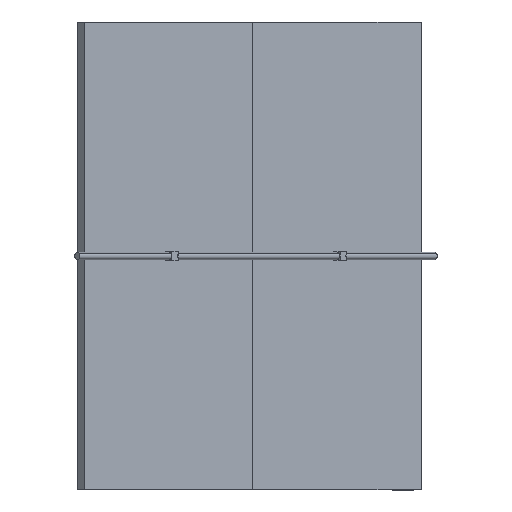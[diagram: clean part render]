
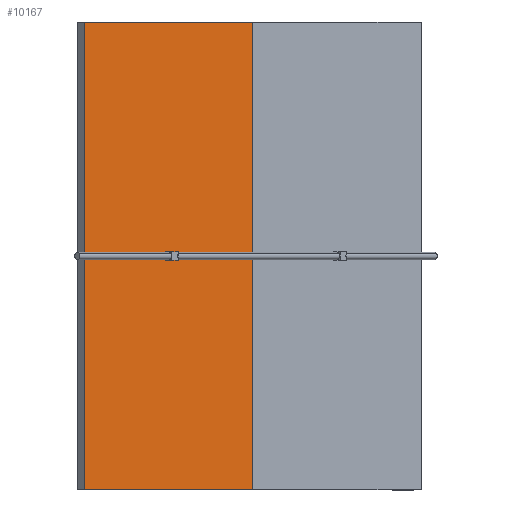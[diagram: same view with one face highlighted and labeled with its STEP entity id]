
A CAD part, left-side view. The second image highlights one B-rep face of the part: STEP entity #10167.
In plain terms, the highlighted face is planar.
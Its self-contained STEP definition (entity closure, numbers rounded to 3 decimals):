
#50 = CARTESIAN_POINT ( 'NONE',  ( -15., 15., 417.997 ) ) ;
#547 = DIRECTION ( 'NONE',  ( 0., 0., 1. ) ) ;
#1345 = CARTESIAN_POINT ( 'NONE',  ( 793., 15., 805.997 ) ) ;
#1595 = ORIENTED_EDGE ( 'NONE', *, *, #11946, .F. ) ;
#2110 = CARTESIAN_POINT ( 'NONE',  ( 15., 15., 417.997 ) ) ;
#2281 = VERTEX_POINT ( 'NONE', #17621 ) ;
#3100 = VERTEX_POINT ( 'NONE', #3958 ) ;
#3429 = EDGE_LOOP ( 'NONE', ( #22260, #30313, #1595, #18393 ) ) ;
#3734 = EDGE_CURVE ( 'NONE', #11303, #32990, #13599, .T. ) ;
#3958 = CARTESIAN_POINT ( 'NONE',  ( -15., 15., 417.997 ) ) ;
#4180 = CARTESIAN_POINT ( 'NONE',  ( 793., 15., 805.997 ) ) ;
#4983 = ORIENTED_EDGE ( 'NONE', *, *, #23119, .F. ) ;
#5395 = DIRECTION ( 'NONE',  ( 1., 0., 0. ) ) ;
#6654 = VECTOR ( 'NONE', #26480, 1000. ) ;
#7633 = LINE ( 'NONE', #23998, #26182 ) ;
#9472 = FACE_BOUND ( 'NONE', #3429, .T. ) ;
#9644 = DIRECTION ( 'NONE',  ( -1., 0., 0. ) ) ;
#9785 = ORIENTED_EDGE ( 'NONE', *, *, #21283, .F. ) ;
#9996 = VECTOR ( 'NONE', #547, 1000. ) ;
#10167 = ADVANCED_FACE ( 'NONE', ( #22364, #9472 ), #33317, .T. ) ;
#10354 = CARTESIAN_POINT ( 'NONE',  ( -15., 15., 387.997 ) ) ;
#11303 = VERTEX_POINT ( 'NONE', #24080 ) ;
#11946 = EDGE_CURVE ( 'NONE', #3100, #20114, #31016, .T. ) ;
#12824 = ORIENTED_EDGE ( 'NONE', *, *, #24639, .F. ) ;
#12991 = EDGE_CURVE ( 'NONE', #32990, #3100, #26310, .T. ) ;
#13030 = CARTESIAN_POINT ( 'NONE',  ( 793., 15., -0.003 ) ) ;
#13599 = LINE ( 'NONE', #29576, #9996 ) ;
#14066 = VECTOR ( 'NONE', #25471, 1000. ) ;
#14356 = EDGE_CURVE ( 'NONE', #26525, #29024, #14596, .T. ) ;
#14596 = LINE ( 'NONE', #16868, #27029 ) ;
#15101 = VECTOR ( 'NONE', #23637, 1000. ) ;
#15650 = LINE ( 'NONE', #13030, #15101 ) ;
#16817 = DIRECTION ( 'NONE',  ( 1., 0., 0. ) ) ;
#16868 = CARTESIAN_POINT ( 'NONE',  ( -793., 15., 805.997 ) ) ;
#17502 = DIRECTION ( 'NONE',  ( 0., -1., 0. ) ) ;
#17621 = CARTESIAN_POINT ( 'NONE',  ( 793., 15., -0.003 ) ) ;
#17709 = DIRECTION ( 'NONE',  ( -1., 0., 0. ) ) ;
#18393 = ORIENTED_EDGE ( 'NONE', *, *, #12991, .F. ) ;
#19615 = EDGE_CURVE ( 'NONE', #20114, #11303, #7633, .T. ) ;
#20114 = VERTEX_POINT ( 'NONE', #10354 ) ;
#20791 = VERTEX_POINT ( 'NONE', #4180 ) ;
#21283 = EDGE_CURVE ( 'NONE', #2281, #26525, #22389, .T. ) ;
#22260 = ORIENTED_EDGE ( 'NONE', *, *, #3734, .F. ) ;
#22364 = FACE_OUTER_BOUND ( 'NONE', #27063, .T. ) ;
#22389 = LINE ( 'NONE', #25355, #25680 ) ;
#22673 = CARTESIAN_POINT ( 'NONE',  ( -15., 15., 417.997 ) ) ;
#23119 = EDGE_CURVE ( 'NONE', #29024, #20791, #32635, .T. ) ;
#23540 = VECTOR ( 'NONE', #16817, 1000. ) ;
#23637 = DIRECTION ( 'NONE',  ( 0., 0., -1. ) ) ;
#23998 = CARTESIAN_POINT ( 'NONE',  ( -15., 15., 387.997 ) ) ;
#24080 = CARTESIAN_POINT ( 'NONE',  ( 15., 15., 387.997 ) ) ;
#24639 = EDGE_CURVE ( 'NONE', #20791, #2281, #15650, .T. ) ;
#25355 = CARTESIAN_POINT ( 'NONE',  ( -793., 15., -0.003 ) ) ;
#25471 = DIRECTION ( 'NONE',  ( 0., 0., -1. ) ) ;
#25680 = VECTOR ( 'NONE', #17709, 1000. ) ;
#26182 = VECTOR ( 'NONE', #5395, 1000. ) ;
#26310 = LINE ( 'NONE', #50, #6654 ) ;
#26480 = DIRECTION ( 'NONE',  ( -1., 0., 0. ) ) ;
#26525 = VERTEX_POINT ( 'NONE', #30189 ) ;
#27029 = VECTOR ( 'NONE', #33171, 1000. ) ;
#27063 = EDGE_LOOP ( 'NONE', ( #12824, #4983, #33768, #9785 ) ) ;
#29024 = VERTEX_POINT ( 'NONE', #30813 ) ;
#29576 = CARTESIAN_POINT ( 'NONE',  ( 15., 15., 417.997 ) ) ;
#30026 = CARTESIAN_POINT ( 'NONE',  ( 793., 15., 805.997 ) ) ;
#30189 = CARTESIAN_POINT ( 'NONE',  ( -793., 15., -0.003 ) ) ;
#30313 = ORIENTED_EDGE ( 'NONE', *, *, #19615, .F. ) ;
#30813 = CARTESIAN_POINT ( 'NONE',  ( -793., 15., 805.997 ) ) ;
#31016 = LINE ( 'NONE', #22673, #14066 ) ;
#32635 = LINE ( 'NONE', #30026, #23540 ) ;
#32990 = VERTEX_POINT ( 'NONE', #2110 ) ;
#33171 = DIRECTION ( 'NONE',  ( 0., 0., 1. ) ) ;
#33317 = PLANE ( 'NONE',  #34375 ) ;
#33768 = ORIENTED_EDGE ( 'NONE', *, *, #14356, .F. ) ;
#34375 = AXIS2_PLACEMENT_3D ( 'NONE', #1345, #17502, #9644 ) ;
